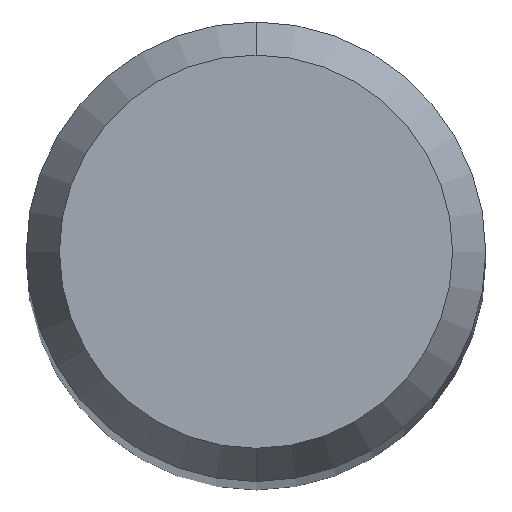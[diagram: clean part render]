
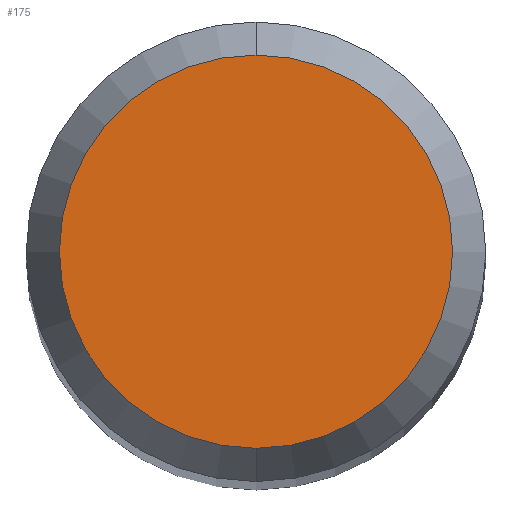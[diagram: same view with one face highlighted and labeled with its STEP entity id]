
A CAD part, top view. The second image highlights one B-rep face of the part: STEP entity #175.
In plain terms, the highlighted planar face has unit normal (0, 0, 1).
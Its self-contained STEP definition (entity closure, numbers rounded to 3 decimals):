
#97=EDGE_CURVE('',#99,#137,#259,.T.);
#99=VERTEX_POINT('',#261);
#105=EDGE_CURVE('',#137,#99,#268,.T.);
#137=VERTEX_POINT('',#304);
#175=ADVANCED_FACE('',(#347),#348,.T.);
#259=CIRCLE('',#432,1.358);
#261=CARTESIAN_POINT('',(0.,-1.358,0.0));
#268=CIRCLE('',#443,1.358);
#304=CARTESIAN_POINT('',(0.0,1.358,0.0));
#347=FACE_OUTER_BOUND('',#546,.T.);
#348=PLANE('',#547);
#432=AXIS2_PLACEMENT_3D('',#644,#645,#646);
#443=AXIS2_PLACEMENT_3D('',#658,#659,#660);
#546=EDGE_LOOP('',(#759,#760));
#547=AXIS2_PLACEMENT_3D('',#761,#762,#763);
#644=CARTESIAN_POINT('',(0.0,0.0,0.0));
#645=DIRECTION('',(0.0,0.0,-1.0));
#646=DIRECTION('',(0.0,1.0,0.0));
#658=CARTESIAN_POINT('',(0.0,0.0,0.0));
#659=DIRECTION('',(0.0,0.0,-1.0));
#660=DIRECTION('',(0.0,1.0,0.0));
#759=ORIENTED_EDGE('',*,*,#105,.F.);
#760=ORIENTED_EDGE('',*,*,#97,.F.);
#761=CARTESIAN_POINT('',(0.0,0.679,0.0));
#762=DIRECTION('',(-0.0,0.0,1.0));
#763=DIRECTION('',(0.0,-1.0,0.0));
